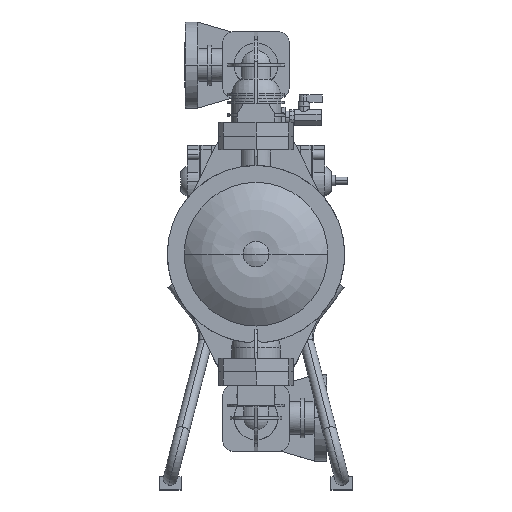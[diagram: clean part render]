
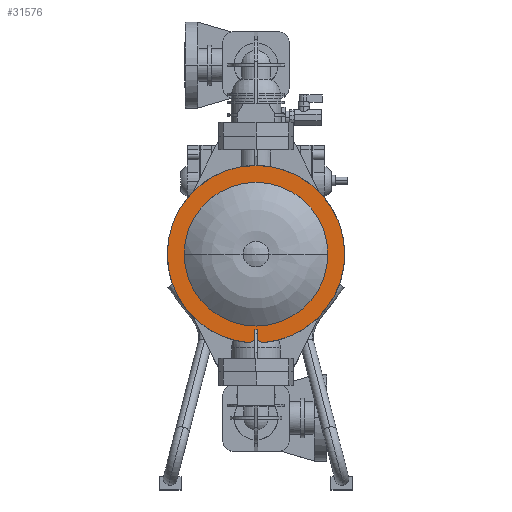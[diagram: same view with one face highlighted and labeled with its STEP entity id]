
A CAD part, top view. The second image highlights one B-rep face of the part: STEP entity #31576.
In plain terms, the highlighted planar face has unit normal (0, 0, 1).
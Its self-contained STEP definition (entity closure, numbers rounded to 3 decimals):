
#10121 = DIRECTION ( 'NONE',  ( -1., 0., 0. ) ) ;
#10122 = DIRECTION ( 'NONE',  ( 0., 0., -1. ) ) ;
#10123 = CARTESIAN_POINT ( 'NONE',  ( 0., 0., 171. ) ) ;
#10124 = AXIS2_PLACEMENT_3D ( 'NONE', #10123, #10122, #10121 ) ;
#10125 = CIRCLE ( 'NONE', #10124, 115. ) ;
#10297 = CARTESIAN_POINT ( 'NONE',  ( 0., 142., 171. ) ) ;
#10404 = CIRCLE ( 'NONE', #10447, 142. ) ;
#10422 = CARTESIAN_POINT ( 'NONE',  ( -2., -120.674, 171. ) ) ;
#10423 = DIRECTION ( 'NONE',  ( -1., 0., 0. ) ) ;
#10424 = VECTOR ( 'NONE', #10423, 1000. ) ;
#10425 = CARTESIAN_POINT ( 'NONE',  ( 2., -120.674, 171. ) ) ;
#10426 = LINE ( 'NONE', #10425, #10424 ) ;
#10427 = CARTESIAN_POINT ( 'NONE',  ( 2., -120.674, 171. ) ) ;
#10444 = DIRECTION ( 'NONE',  ( -1., 0., 0. ) ) ;
#10445 = DIRECTION ( 'NONE',  ( 0., 0., -1. ) ) ;
#10446 = CARTESIAN_POINT ( 'NONE',  ( 0., 0., 171. ) ) ;
#10447 = AXIS2_PLACEMENT_3D ( 'NONE', #10446, #10445, #10444 ) ;
#10513 = CARTESIAN_POINT ( 'NONE',  ( -2., -137.671, 171. ) ) ;
#10514 = DIRECTION ( 'NONE',  ( -1., 0., 0. ) ) ;
#10515 = DIRECTION ( 'NONE',  ( 0., 0., -1. ) ) ;
#10516 = CARTESIAN_POINT ( 'NONE',  ( 0., -150., 171. ) ) ;
#10517 = AXIS2_PLACEMENT_3D ( 'NONE', #10516, #10515, #10514 ) ;
#10518 = CIRCLE ( 'NONE', #10517, 12.49 ) ;
#10519 = DIRECTION ( 'NONE',  ( -1., 0., 0. ) ) ;
#10520 = DIRECTION ( 'NONE',  ( 0., 0., -1. ) ) ;
#10521 = AXIS2_PLACEMENT_3D ( 'NONE', #10527, #10520, #10519 ) ;
#10522 = CIRCLE ( 'NONE', #10521, 142. ) ;
#10527 = CARTESIAN_POINT ( 'NONE',  ( 0., 0., 171. ) ) ;
#10546 = DIRECTION ( 'NONE',  ( -1., 0., 0. ) ) ;
#10547 = DIRECTION ( 'NONE',  ( 0., 0., -1. ) ) ;
#10548 = CARTESIAN_POINT ( 'NONE',  ( 0., -150., 171. ) ) ;
#10549 = AXIS2_PLACEMENT_3D ( 'NONE', #10548, #10547, #10546 ) ;
#10550 = CIRCLE ( 'NONE', #10549, 12.49 ) ;
#10551 = CARTESIAN_POINT ( 'NONE',  ( 9.327, -141.693, 171. ) ) ;
#10552 = CARTESIAN_POINT ( 'NONE',  ( 2., -137.671, 171. ) ) ;
#10553 = DIRECTION ( 'NONE',  ( 0., 1., 0. ) ) ;
#10554 = VECTOR ( 'NONE', #10553, 1000. ) ;
#10555 = CARTESIAN_POINT ( 'NONE',  ( 2., 0., 171. ) ) ;
#10556 = DIRECTION ( 'NONE',  ( -1., 0., 0. ) ) ;
#10557 = DIRECTION ( 'NONE',  ( 0., 0., -1. ) ) ;
#10558 = CARTESIAN_POINT ( 'NONE',  ( 142., 0., 171. ) ) ;
#10559 = AXIS2_PLACEMENT_3D ( 'NONE', #10558, #10557, #10556 ) ;
#10560 = LINE ( 'NONE', #10555, #10554 ) ;
#10561 = PLANE ( 'NONE',  #10559 ) ;
#10562 = FACE_OUTER_BOUND ( 'NONE', #31580, .T. ) ;
#10563 = FACE_BOUND ( 'NONE', #31577, .T. ) ;
#10577 = DIRECTION ( 'NONE',  ( 0., 1., 0. ) ) ;
#10578 = VECTOR ( 'NONE', #10577, 1000. ) ;
#10579 = CARTESIAN_POINT ( 'NONE',  ( -2., 0., 171. ) ) ;
#10580 = LINE ( 'NONE', #10579, #10578 ) ;
#20365 = CARTESIAN_POINT ( 'NONE',  ( -9.327, -141.693, 171. ) ) ;
#20484 = CARTESIAN_POINT ( 'NONE',  ( -142., 0., 171. ) ) ;
#20544 = DIRECTION ( 'NONE',  ( -1., 0., 0. ) ) ;
#20545 = DIRECTION ( 'NONE',  ( 0., 0., -1. ) ) ;
#20546 = CARTESIAN_POINT ( 'NONE',  ( 0., 0., 171. ) ) ;
#20547 = AXIS2_PLACEMENT_3D ( 'NONE', #20546, #20545, #20544 ) ;
#20548 = CIRCLE ( 'NONE', #20547, 142. ) ;
#20638 = CARTESIAN_POINT ( 'NONE',  ( -115., 0., 171. ) ) ;
#20639 = CARTESIAN_POINT ( 'NONE',  ( 115., 0., 171. ) ) ;
#20640 = DIRECTION ( 'NONE',  ( -1., 0., 0. ) ) ;
#20641 = DIRECTION ( 'NONE',  ( 0., 0., -1. ) ) ;
#20642 = CARTESIAN_POINT ( 'NONE',  ( 0., 0., 171. ) ) ;
#20643 = AXIS2_PLACEMENT_3D ( 'NONE', #20642, #20641, #20640 ) ;
#20644 = CIRCLE ( 'NONE', #20643, 115. ) ;
#31361 = EDGE_CURVE ( 'NONE', #37663, #37662, #10125, .T. ) ;
#31466 = VERTEX_POINT ( 'NONE', #10297 ) ;
#31502 = ORIENTED_EDGE ( 'NONE', *, *, #31503, .F. ) ;
#31503 = EDGE_CURVE ( 'NONE', #31466, #31586, #10404, .T. ) ;
#31504 = ORIENTED_EDGE ( 'NONE', *, *, #31562, .F. ) ;
#31512 = VERTEX_POINT ( 'NONE', #10427 ) ;
#31514 = EDGE_CURVE ( 'NONE', #31512, #31515, #10426, .T. ) ;
#31515 = VERTEX_POINT ( 'NONE', #10422 ) ;
#31562 = EDGE_CURVE ( 'NONE', #37565, #31466, #10522, .T. ) ;
#31563 = ORIENTED_EDGE ( 'NONE', *, *, #37603, .F. ) ;
#31564 = ORIENTED_EDGE ( 'NONE', *, *, #31565, .T. ) ;
#31565 = EDGE_CURVE ( 'NONE', #37532, #31566, #10518, .T. ) ;
#31566 = VERTEX_POINT ( 'NONE', #10513 ) ;
#31567 = ORIENTED_EDGE ( 'NONE', *, *, #31568, .T. ) ;
#31568 = EDGE_CURVE ( 'NONE', #31566, #31515, #10580, .T. ) ;
#31569 = ORIENTED_EDGE ( 'NONE', *, *, #31514, .F. ) ;
#31576 = ADVANCED_FACE ( 'NONE', ( #10563, #10562 ), #10561, .F. ) ;
#31577 = EDGE_LOOP ( 'NONE', ( #31578, #31579 ) ) ;
#31578 = ORIENTED_EDGE ( 'NONE', *, *, #31361, .T. ) ;
#31579 = ORIENTED_EDGE ( 'NONE', *, *, #37660, .T. ) ;
#31580 = EDGE_LOOP ( 'NONE', ( #31581, #31584, #31502, #31504, #31563, #31564, #31567, #31569 ) ) ;
#31581 = ORIENTED_EDGE ( 'NONE', *, *, #31582, .F. ) ;
#31582 = EDGE_CURVE ( 'NONE', #31583, #31512, #10560, .T. ) ;
#31583 = VERTEX_POINT ( 'NONE', #10552 ) ;
#31584 = ORIENTED_EDGE ( 'NONE', *, *, #31585, .T. ) ;
#31585 = EDGE_CURVE ( 'NONE', #31583, #31586, #10550, .T. ) ;
#31586 = VERTEX_POINT ( 'NONE', #10551 ) ;
#37532 = VERTEX_POINT ( 'NONE', #20365 ) ;
#37565 = VERTEX_POINT ( 'NONE', #20484 ) ;
#37603 = EDGE_CURVE ( 'NONE', #37532, #37565, #20548, .T. ) ;
#37660 = EDGE_CURVE ( 'NONE', #37662, #37663, #20644, .T. ) ;
#37662 = VERTEX_POINT ( 'NONE', #20639 ) ;
#37663 = VERTEX_POINT ( 'NONE', #20638 ) ;
